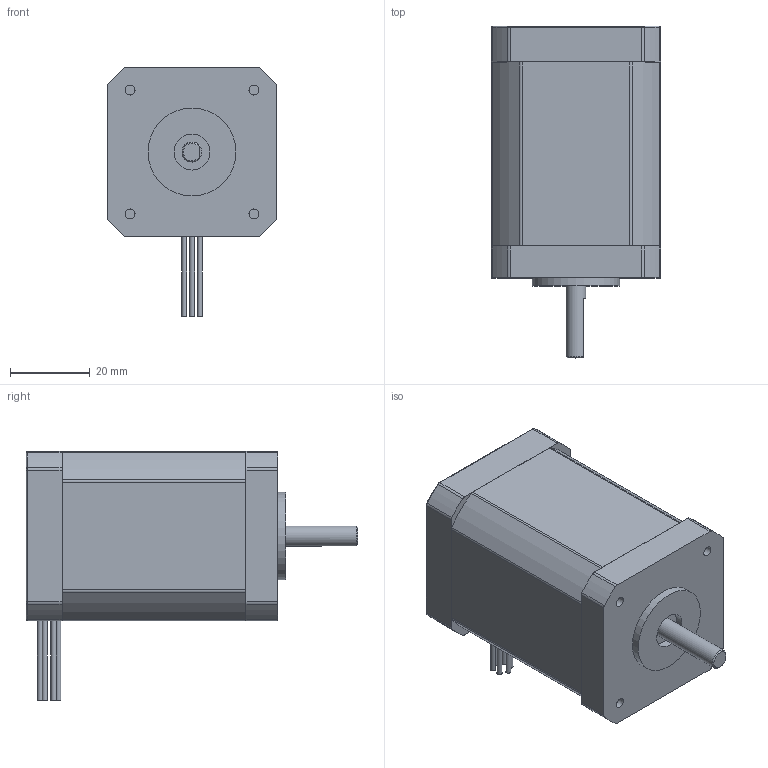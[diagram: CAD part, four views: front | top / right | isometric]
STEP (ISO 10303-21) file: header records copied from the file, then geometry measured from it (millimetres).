
FILE_DESCRIPTION( ( 'Unknown' ), '1' );
FILE_NAME( 'MS247-20A.stp', 'Unknown', ( 'Unknown' ), ( 'Unknown' ), 'PSStep 17.0.49', 'Unknown', ' ' );
FILE_SCHEMA( ( 'AUTOMOTIVE_DESIGN { 1 0 10303 214 1 1 1 1 }' ) );
Length unit declared in the file: millimetre
Products named in the file (5): Assem1; MS24步進馬達上蓋; MS247步進馬達定子; MS24步進馬達單軸下蓋; Screw_ANSI_B18.6.3_09F_UNC_No5x1_v12.00
Assembly tree (7 placements, depth 2):
  Assem1
    MS24步進馬達上蓋
    MS247步進馬達定子
    MS24步進馬達單軸下蓋
    Screw_ANSI_B18.6.3_09F_UNC_No5x1_v12.00  x4
Bounding box: 42.3 x 83 x 62.3 mm (x, y, z)
Volume: 105360.4 mm3; surface area: 24543.1 mm2
Topology: 7 solids, 7 shells, 234 faces, 565 edges, 365 vertices
Faces by surface type: plane 104, cylinder 89, cone 21, torus 16, sphere 4
Full cylindrical faces by diameter (mm): 1.3 x6, 2.5 x4, 3.175 x8, 3.2 x4, 5 x1, 6.5 x4, 9 x2, 10 x3, 22 x1
Entity records: 5650 total; most frequent: DIRECTION 820, CARTESIAN_POINT 774, ORIENTED_EDGE 638, AXIS2_PLACEMENT_3D 346, EDGE_CURVE 319, VERTEX_POINT 228, EDGE_LOOP 225, FACE_OUTER_BOUND 182
